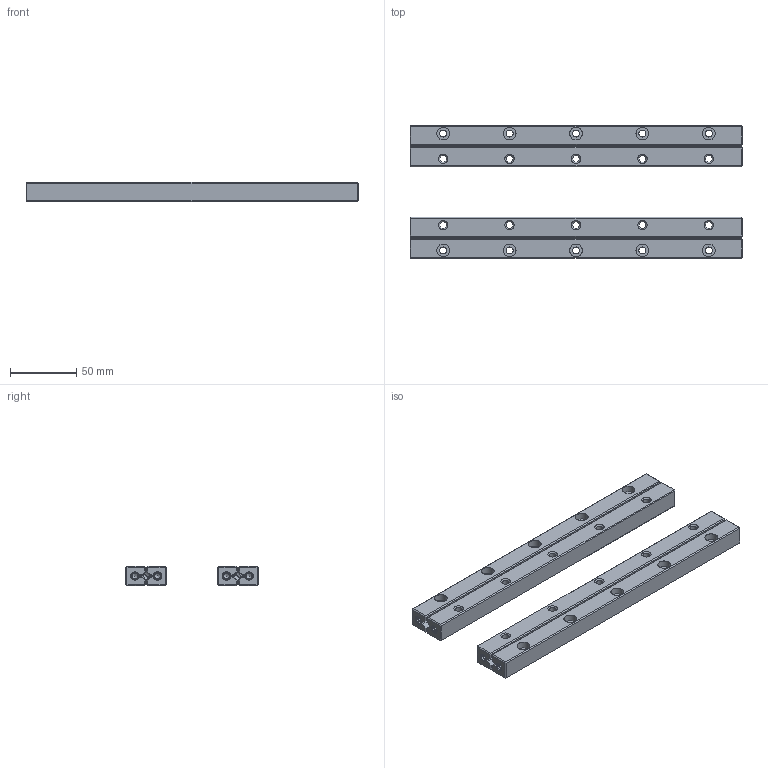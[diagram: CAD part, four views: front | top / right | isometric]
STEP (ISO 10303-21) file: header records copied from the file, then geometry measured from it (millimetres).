
FILE_DESCRIPTION(/* description */ (''),/* implementation_level */ '2;1');
FILE_NAME(/* name */ 'Set RSDE-6250x22KRE-ACC.stp',/* time_stamp */ '2018-12-17T19:51:08+01:00',/* author */ (''),/* organization */ (''),/* preprocessor_version */ 'ST-DEVELOPER v16.7',/* originating_system */ 'SIEMENS PLM Software NX 12.0',/* authorisation */ '');
FILE_SCHEMA (('AUTOMOTIVE_DESIGN { 1 0 10303 214 3 1 1 1 }'));
Length unit declared in the file: millimetre
Products named in the file (8): 029045_A_4-Gear R_RE 6-ACC_ m_0_3_ z_28; ISO 2338-2m6x5-A1_A_4-Dowel Pin ISO 2338-2m6x5-A1; 019793_A_5-Roller Ø6x4.4; 029025_A_4-Body Cage R6x22KRE-ACC; 044236_A_4-Rack R6-ACC L_100; 014362_A_3-Rail RSDE-6250-ACC; 029082_A_5-R6x22KRE-ACC Assy; 047731_A_2-Set RSDE-6250x22KRE-ACC
Assembly tree (36 placements, depth 3):
  047731_A_2-Set RSDE-6250x22KRE-ACC
    014362_A_3-Rail RSDE-6250-ACC  x4
    029082_A_5-R6x22KRE-ACC Assy  x2
      029025_A_4-Body Cage R6x22KRE-ACC
      019793_A_5-Roller Ø6x4.4
      ISO 2338-2m6x5-A1_A_4-Dowel Pin ISO 2338-2m6x5-A1
      029045_A_4-Gear R_RE 6-ACC_ m_0_3_ z_28
    044236_A_4-Rack R6-ACC L_100  x4
Bounding box: 250 x 100 x 15 mm (x, y, z)
Volume: 202150.1 mm3; surface area: 93186.4 mm2
Topology: 60 solids, 60 shells, 4116 faces, 11386 edges, 7458 vertices
Faces by surface type: plane 2456, cylinder 1020, cone 252, bspline 176, extrusion 124, torus 88
Full cylindrical faces by diameter (mm): 0.8 x192, 2 x8, 4 x44, 4.3 x8, 5.2 x28, 6 x44, 9.5 x20
Entity records: 39707 total; most frequent: CARTESIAN_POINT 11996, ORIENTED_EDGE 5762, DIRECTION 5328, EDGE_CURVE 2881, VECTOR 1982, VERTEX_POINT 1966, LINE 1923, AXIS2_PLACEMENT_3D 1673
